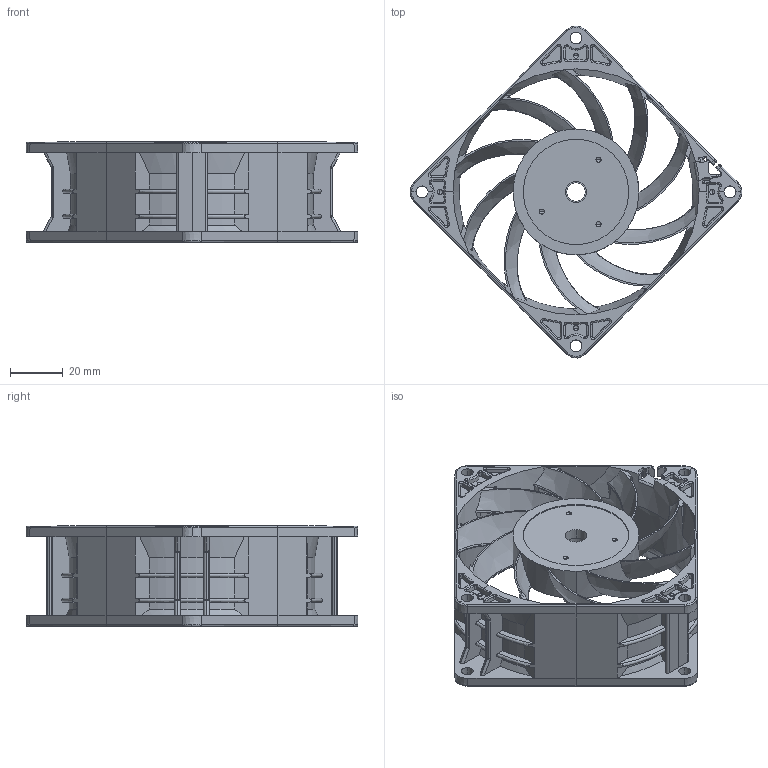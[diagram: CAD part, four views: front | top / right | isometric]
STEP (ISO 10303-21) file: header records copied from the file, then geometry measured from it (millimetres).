
FILE_DESCRIPTION (( 'STEP AP203' ), '1' );
FILE_NAME ('OD9238-VXE_m0_frame.stp', '2023-05-30T17:55:28', ( '' ), ( '' ), 'SwSTEP 2.0', 'SolidWorks 2018', '' );
FILE_SCHEMA (( 'CONFIG_CONTROL_DESIGN' ));
Products named in the file (1): OD9238-VXE_m0_frame
Bounding box: 126.06 x 126.04 x 38.12 mm (x, y, z)
Volume: 52925.9 mm3; surface area: 51355.1 mm2
Topology: 1 solids, 1 shells, 944 faces, 2575 edges, 1654 vertices
Faces by surface type: plane 263, cylinder 233, bspline 225, cone 143, torus 63, sphere 17
Entity records: 62431 total; most frequent: CARTESIAN_POINT 41353, ORIENTED_EDGE 5150, DIRECTION 3282, EDGE_CURVE 2575, VERTEX_POINT 1654, AXIS2_PLACEMENT_3D 1315, B_SPLINE_CURVE_WITH_KNOTS 1297, EDGE_LOOP 1007
